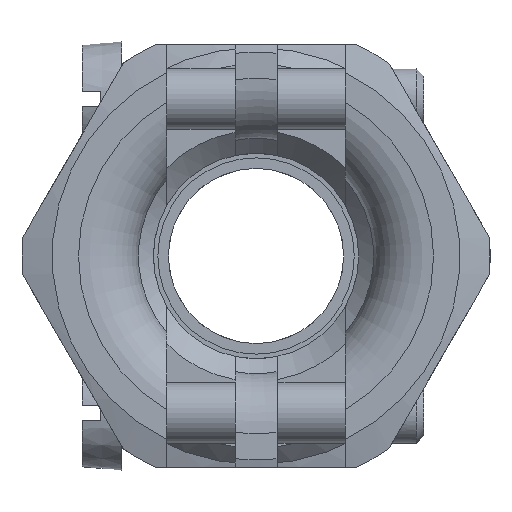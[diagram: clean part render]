
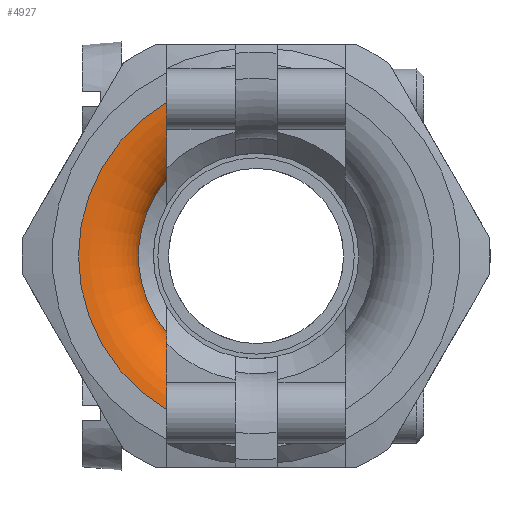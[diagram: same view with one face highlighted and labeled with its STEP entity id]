
A CAD part, left-side view. The second image highlights one B-rep face of the part: STEP entity #4927.
In plain terms, the highlighted toroidal (fillet/blend) face has major radius 5.88 mm and minor radius 2 mm.
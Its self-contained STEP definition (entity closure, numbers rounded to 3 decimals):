
#38=TOROIDAL_SURFACE('',#5435,5.88,2.);
#71=B_SPLINE_CURVE_WITH_KNOTS('',3,(#7575,#7576,#7577,#7578,#7579,#7580,
#7581,#7582,#7583,#7584),.UNSPECIFIED.,.F.,.F.,(4,2,2,2,4),(0.313,
0.406,0.5,0.583,0.626),
 .UNSPECIFIED.);
#78=B_SPLINE_CURVE_WITH_KNOTS('',3,(#8001,#8002,#8003,#8004,#8005,#8006,
#8007,#8008,#8009,#8010),.UNSPECIFIED.,.F.,.F.,(4,2,2,2,4),(0.673,
0.716,0.799,0.893,0.985),
 .UNSPECIFIED.);
#1206=FACE_OUTER_BOUND('',#1549,.T.);
#1549=EDGE_LOOP('',(#3917,#3918,#3919,#3920));
#1896=CIRCLE('',#5430,3.895);
#1899=CIRCLE('',#5436,5.88);
#2122=VERTEX_POINT('',#7570);
#2123=VERTEX_POINT('',#7574);
#2242=VERTEX_POINT('',#7998);
#2243=VERTEX_POINT('',#8000);
#2640=EDGE_CURVE('',#2123,#2122,#71,.T.);
#2788=EDGE_CURVE('',#2243,#2242,#78,.T.);
#2928=EDGE_CURVE('',#2122,#2243,#1896,.T.);
#2931=EDGE_CURVE('',#2242,#2123,#1899,.T.);
#3917=ORIENTED_EDGE('',*,*,#2788,.T.);
#3918=ORIENTED_EDGE('',*,*,#2931,.T.);
#3919=ORIENTED_EDGE('',*,*,#2640,.T.);
#3920=ORIENTED_EDGE('',*,*,#2928,.T.);
#4927=ADVANCED_FACE('',(#1206),#38,.T.);
#5430=AXIS2_PLACEMENT_3D('',#8417,#6474,#6475);
#5435=AXIS2_PLACEMENT_3D('',#8422,#6484,#6485);
#5436=AXIS2_PLACEMENT_3D('',#8423,#6486,#6487);
#6474=DIRECTION('center_axis',(1.,0.,0.));
#6475=DIRECTION('ref_axis',(0.,0.,-1.));
#6484=DIRECTION('center_axis',(1.,0.,0.));
#6485=DIRECTION('ref_axis',(0.,0.,-1.));
#6486=DIRECTION('center_axis',(-1.,0.,0.));
#6487=DIRECTION('ref_axis',(0.,0.,-1.));
#7570=CARTESIAN_POINT('',(1.755,2.95,-2.543));
#7574=CARTESIAN_POINT('',(0.,2.95,-5.086));
#7575=CARTESIAN_POINT('Ctrl Pts',(0.,2.95,-5.086));
#7576=CARTESIAN_POINT('Ctrl Pts',(0.,2.95,-4.779));
#7577=CARTESIAN_POINT('Ctrl Pts',(0.066,2.95,-4.416));
#7578=CARTESIAN_POINT('Ctrl Pts',(0.276,2.95,-3.833));
#7579=CARTESIAN_POINT('Ctrl Pts',(0.458,2.95,-3.505));
#7580=CARTESIAN_POINT('Ctrl Pts',(0.832,2.95,-3.048));
#7581=CARTESIAN_POINT('Ctrl Pts',(1.08,2.95,-2.827));
#7582=CARTESIAN_POINT('Ctrl Pts',(1.452,2.95,-2.63));
#7583=CARTESIAN_POINT('Ctrl Pts',(1.603,2.95,-2.572));
#7584=CARTESIAN_POINT('Ctrl Pts',(1.755,2.95,-2.543));
#7998=CARTESIAN_POINT('',(0.,2.95,5.086));
#8000=CARTESIAN_POINT('',(1.755,2.95,2.543));
#8001=CARTESIAN_POINT('Ctrl Pts',(1.755,2.95,2.543));
#8002=CARTESIAN_POINT('Ctrl Pts',(1.603,2.95,2.572));
#8003=CARTESIAN_POINT('Ctrl Pts',(1.452,2.95,2.63));
#8004=CARTESIAN_POINT('Ctrl Pts',(1.08,2.95,2.827));
#8005=CARTESIAN_POINT('Ctrl Pts',(0.832,2.95,3.048));
#8006=CARTESIAN_POINT('Ctrl Pts',(0.458,2.95,3.505));
#8007=CARTESIAN_POINT('Ctrl Pts',(0.276,2.95,3.833));
#8008=CARTESIAN_POINT('Ctrl Pts',(0.066,2.95,4.416));
#8009=CARTESIAN_POINT('Ctrl Pts',(0.,2.95,4.779));
#8010=CARTESIAN_POINT('Ctrl Pts',(0.,2.95,5.086));
#8417=CARTESIAN_POINT('Origin',(1.755,0.,0.));
#8422=CARTESIAN_POINT('Origin',(2.,0.,0.));
#8423=CARTESIAN_POINT('Origin',(0.,0.,0.));
